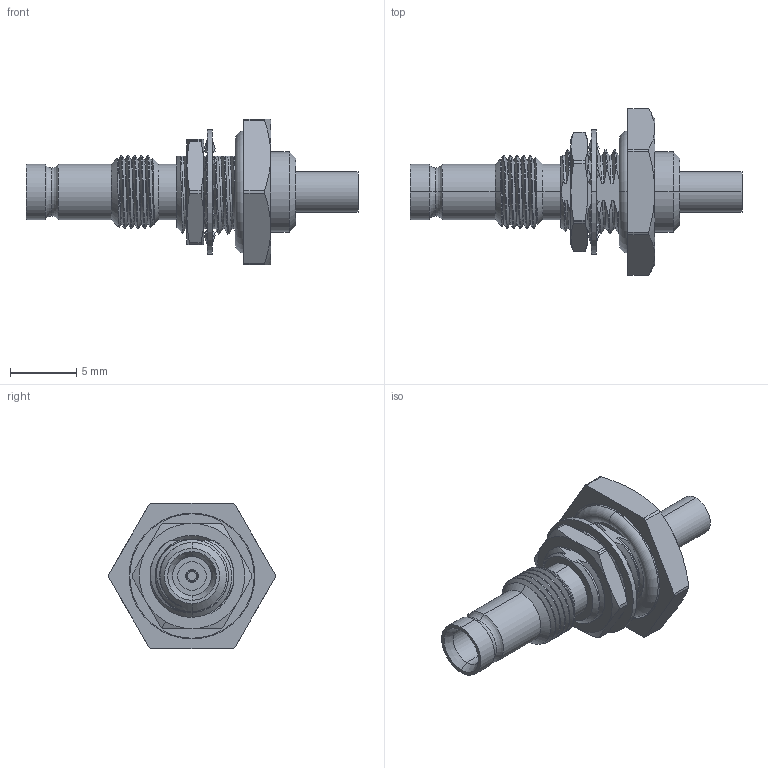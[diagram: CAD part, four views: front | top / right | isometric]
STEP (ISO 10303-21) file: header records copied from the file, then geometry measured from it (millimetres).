
FILE_DESCRIPTION (( 'STEP AP203' ), '1' );
FILE_NAME ('FMCN1821_3D.STEP', '2022-02-11T18:46:11', ( '' ), ( '' ), 'SwSTEP 2.0', 'SolidWorks 2021', '' );
FILE_SCHEMA (( 'CONFIG_CONTROL_DESIGN' ));
Length unit declared in the file: inch
Products named in the file (1): FMCN1821_3D
Bounding box: 25.08 x 12.58 x 11 mm (x, y, z)
Volume: 586.6 mm3; surface area: 1172 mm2
Topology: 4 solids, 4 shells, 255 faces, 710 edges, 472 vertices
Faces by surface type: cylinder 76, bspline 70, plane 58, cone 43, torus 8
Entity records: 16747 total; most frequent: CARTESIAN_POINT 10873, ORIENTED_EDGE 1420, DIRECTION 956, EDGE_CURVE 710, VERTEX_POINT 472, AXIS2_PLACEMENT_3D 390, EDGE_LOOP 270, B_SPLINE_CURVE_WITH_KNOTS 261
